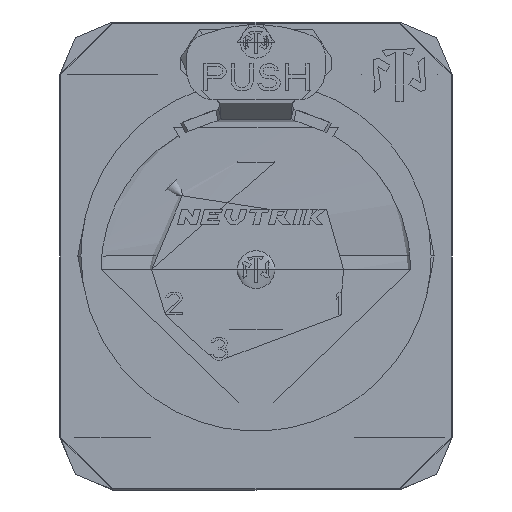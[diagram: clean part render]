
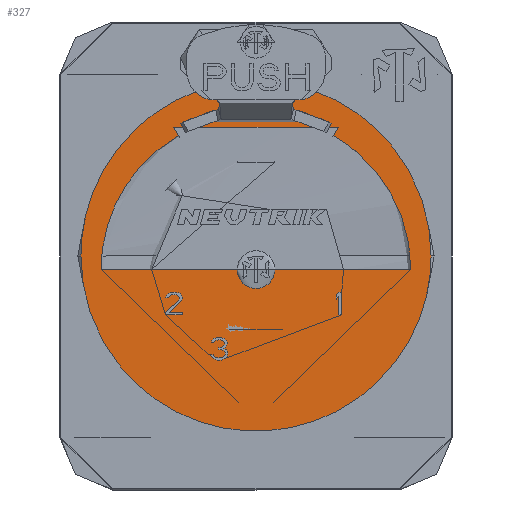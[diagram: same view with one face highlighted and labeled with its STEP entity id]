
A CAD part, front view. The second image highlights one B-rep face of the part: STEP entity #327.
In plain terms, the highlighted planar face has unit normal (0, 1, 0).
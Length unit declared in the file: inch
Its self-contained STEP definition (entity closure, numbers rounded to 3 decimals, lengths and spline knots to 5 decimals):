
#45=FACE_BOUND('',#1504,.T.);
#327=ADVANCED_FACE('',(#905,#45),#9434,.T.);
#905=FACE_OUTER_BOUND('',#1503,.T.);
#1503=EDGE_LOOP('',(#3225,#3226));
#1504=EDGE_LOOP('',(#3227,#3228,#3229,#3230,#3231,#3232));
#3225=ORIENTED_EDGE('',*,*,#5641,.F.);
#3226=ORIENTED_EDGE('',*,*,#5644,.F.);
#3227=ORIENTED_EDGE('',*,*,#5636,.T.);
#3228=ORIENTED_EDGE('',*,*,#5632,.T.);
#3229=ORIENTED_EDGE('',*,*,#5634,.T.);
#3230=ORIENTED_EDGE('',*,*,#5626,.T.);
#3231=ORIENTED_EDGE('',*,*,#4984,.T.);
#3232=ORIENTED_EDGE('',*,*,#4989,.T.);
#4984=EDGE_CURVE('',#8072,#8073,#7759,.T.);
#4989=EDGE_CURVE('',#8073,#8501,#6514,.T.);
#5626=EDGE_CURVE('',#8499,#8072,#7060,.T.);
#5632=EDGE_CURVE('',#8505,#8506,#7858,.T.);
#5634=EDGE_CURVE('',#8506,#8499,#7860,.T.);
#5636=EDGE_CURVE('',#8501,#8505,#7862,.T.);
#5641=EDGE_CURVE('',#8510,#8509,#7866,.T.);
#5644=EDGE_CURVE('',#8509,#8510,#7869,.T.);
#6514=B_SPLINE_CURVE_WITH_KNOTS('',1,(#13437,#13438),.UNSPECIFIED.,.F.,
 .F.,(2,2),(0.64937,1.29057),.UNSPECIFIED.);
#7060=B_SPLINE_CURVE_WITH_KNOTS('',1,(#15002,#15003),.UNSPECIFIED.,.F.,
 .F.,(2,2),(-0.44127,0.20002),.UNSPECIFIED.);
#7759=(
BOUNDED_CURVE()
B_SPLINE_CURVE(2,(#13423,#13424,#13425),.UNSPECIFIED.,.F.,.F.)
B_SPLINE_CURVE_WITH_KNOTS((3,3),(0.20002,0.64937),
 .UNSPECIFIED.)
CURVE()
GEOMETRIC_REPRESENTATION_ITEM()
RATIONAL_B_SPLINE_CURVE((1.,0.866,1.))
REPRESENTATION_ITEM('')
);
#7858=(
BOUNDED_CURVE()
B_SPLINE_CURVE(2,(#15019,#15020,#15021,#15022,#15023),.UNSPECIFIED.,.F.,
 .F.)
B_SPLINE_CURVE_WITH_KNOTS((3,2,3),(0.,0.63436,
1.26873),.UNSPECIFIED.)
CURVE()
GEOMETRIC_REPRESENTATION_ITEM()
RATIONAL_B_SPLINE_CURVE((1.,0.707,1.,0.707,1.))
REPRESENTATION_ITEM('')
);
#7860=(
BOUNDED_CURVE()
B_SPLINE_CURVE(3,(#15027,#15028,#15029,#15030,#15031,#15032,#15033),
 .UNSPECIFIED.,.F.,.F.)
B_SPLINE_CURVE_WITH_KNOTS((4,3,4),(0.00001,0.20383,
0.42292),.UNSPECIFIED.)
CURVE()
GEOMETRIC_REPRESENTATION_ITEM()
RATIONAL_B_SPLINE_CURVE((1.,1.,1.,1.,
1.,1.,1.))
REPRESENTATION_ITEM('')
);
#7862=(
BOUNDED_CURVE()
B_SPLINE_CURVE(2,(#15037,#15038,#15039),.UNSPECIFIED.,.F.,.F.)
B_SPLINE_CURVE_WITH_KNOTS((3,3),(0.,0.42293),
 .UNSPECIFIED.)
CURVE()
GEOMETRIC_REPRESENTATION_ITEM()
RATIONAL_B_SPLINE_CURVE((1.,0.866,1.))
REPRESENTATION_ITEM('')
);
#7866=(
BOUNDED_CURVE()
B_SPLINE_CURVE(2,(#15053,#15054,#15055,#15056,#15057),.UNSPECIFIED.,.F.,
 .F.)
B_SPLINE_CURVE_WITH_KNOTS((3,2,3),(0.,0.71715,
1.43431),.UNSPECIFIED.)
CURVE()
GEOMETRIC_REPRESENTATION_ITEM()
RATIONAL_B_SPLINE_CURVE((1.,0.707,1.,0.707,1.))
REPRESENTATION_ITEM('')
);
#7869=(
BOUNDED_CURVE()
B_SPLINE_CURVE(2,(#15066,#15067,#15068,#15069,#15070),.UNSPECIFIED.,.F.,
 .F.)
B_SPLINE_CURVE_WITH_KNOTS((3,2,3),(0.,0.71716,
1.43432),.UNSPECIFIED.)
CURVE()
GEOMETRIC_REPRESENTATION_ITEM()
RATIONAL_B_SPLINE_CURVE((1.,0.707,1.,0.707,1.))
REPRESENTATION_ITEM('')
);
#8072=VERTEX_POINT('',#12744);
#8073=VERTEX_POINT('',#12745);
#8499=VERTEX_POINT('',#13171);
#8501=VERTEX_POINT('',#13173);
#8505=VERTEX_POINT('',#13177);
#8506=VERTEX_POINT('',#13178);
#8509=VERTEX_POINT('',#13181);
#8510=VERTEX_POINT('',#13182);
#9434=PLANE('',#9899);
#9899=AXIS2_PLACEMENT_3D('',#12008,#10314,$);
#10314=DIRECTION('',(0.,1.,0.));
#12008=CARTESIAN_POINT('',(-0.55992,-0.15157,0.05137));
#12744=CARTESIAN_POINT('',(0.21454,-0.15157,0.94644));
#12745=CARTESIAN_POINT('',(-0.21457,-0.15157,0.94644));
#13171=CARTESIAN_POINT('',(0.20191,-0.15157,0.92458));
#13173=CARTESIAN_POINT('',(-0.20194,-0.15157,0.92457));
#13177=CARTESIAN_POINT('',(-0.40388,-0.15157,0.5748));
#13178=CARTESIAN_POINT('',(0.40386,-0.15157,0.5748));
#13181=CARTESIAN_POINT('',(0.45658,-0.15157,0.61024));
#13182=CARTESIAN_POINT('',(-0.45658,-0.15157,0.61024));
#13423=CARTESIAN_POINT('',(0.21454,-0.15157,0.94644));
#13424=CARTESIAN_POINT('',(-0.00002,-0.15157,1.07031));
#13425=CARTESIAN_POINT('',(-0.21457,-0.15157,0.94644));
#13437=CARTESIAN_POINT('',(-0.21457,-0.15157,0.94644));
#13438=CARTESIAN_POINT('',(-0.20194,-0.15157,0.92457));
#15002=CARTESIAN_POINT('',(0.20191,-0.15157,0.92458));
#15003=CARTESIAN_POINT('',(0.21454,-0.15157,0.94644));
#15019=CARTESIAN_POINT('',(-0.40388,-0.15157,0.5748));
#15020=CARTESIAN_POINT('',(-0.40388,-0.15157,0.17093));
#15021=CARTESIAN_POINT('',(-0.00001,-0.15157,0.17093));
#15022=CARTESIAN_POINT('',(0.40386,-0.15157,0.17093));
#15023=CARTESIAN_POINT('',(0.40386,-0.15157,0.5748));
#15027=CARTESIAN_POINT('',(0.40386,-0.15157,0.5748));
#15028=CARTESIAN_POINT('',(0.40377,-0.15157,0.64273));
#15029=CARTESIAN_POINT('',(0.38639,-0.15157,0.71072));
#15030=CARTESIAN_POINT('',(0.35356,-0.15157,0.77014));
#15031=CARTESIAN_POINT('',(0.31826,-0.15157,0.83401));
#15032=CARTESIAN_POINT('',(0.2651,-0.15157,0.88799));
#15033=CARTESIAN_POINT('',(0.20191,-0.15157,0.92458));
#15037=CARTESIAN_POINT('',(-0.20194,-0.15157,0.92457));
#15038=CARTESIAN_POINT('',(-0.40388,-0.15157,0.80799));
#15039=CARTESIAN_POINT('',(-0.40388,-0.15157,0.5748));
#15053=CARTESIAN_POINT('',(-0.45658,-0.15157,0.61024));
#15054=CARTESIAN_POINT('',(-0.45658,-0.15157,0.15366));
#15055=CARTESIAN_POINT('',(0.,-0.15157,0.15366));
#15056=CARTESIAN_POINT('',(0.45658,-0.15157,0.15366));
#15057=CARTESIAN_POINT('',(0.45658,-0.15157,0.61024));
#15066=CARTESIAN_POINT('',(0.45658,-0.15157,0.61024));
#15067=CARTESIAN_POINT('',(0.45658,-0.15157,1.06681));
#15068=CARTESIAN_POINT('',(0.,-0.15157,1.06681));
#15069=CARTESIAN_POINT('',(-0.45658,-0.15157,1.06681));
#15070=CARTESIAN_POINT('',(-0.45658,-0.15157,0.61024));
